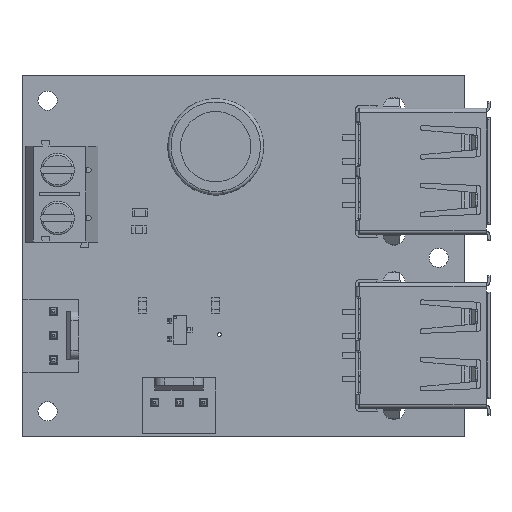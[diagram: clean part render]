
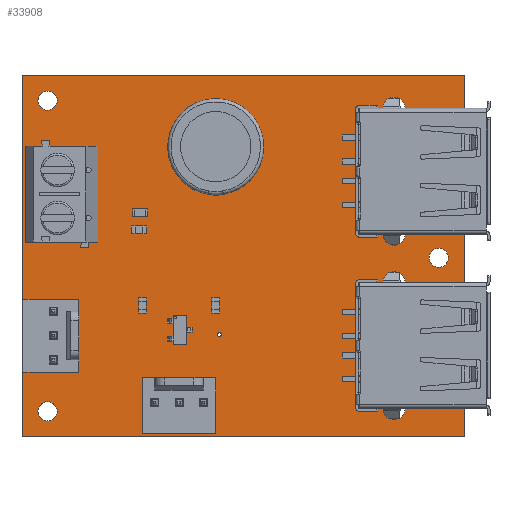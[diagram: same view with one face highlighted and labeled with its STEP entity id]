
A CAD part, top view. The second image highlights one B-rep face of the part: STEP entity #33908.
In plain terms, the highlighted planar face has unit normal (0, 0, 1).
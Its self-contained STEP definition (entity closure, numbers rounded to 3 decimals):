
#1111=FACE_BOUND('',#4294,.T.);
#1112=FACE_BOUND('',#4295,.T.);
#1113=FACE_BOUND('',#4296,.T.);
#1114=FACE_BOUND('',#4297,.T.);
#1115=FACE_BOUND('',#4298,.T.);
#1116=FACE_BOUND('',#4299,.T.);
#1117=FACE_BOUND('',#4300,.T.);
#1118=FACE_BOUND('',#4301,.T.);
#1119=FACE_BOUND('',#4302,.T.);
#1120=FACE_BOUND('',#4303,.T.);
#1121=FACE_BOUND('',#4304,.T.);
#1122=FACE_BOUND('',#4305,.T.);
#1123=FACE_BOUND('',#4306,.T.);
#1124=FACE_BOUND('',#4307,.T.);
#1125=FACE_BOUND('',#4308,.T.);
#1126=FACE_BOUND('',#4309,.T.);
#1127=FACE_BOUND('',#4310,.T.);
#1128=FACE_BOUND('',#4311,.T.);
#1256=PLANE('',#36017);
#2475=FACE_OUTER_BOUND('',#4293,.T.);
#4293=EDGE_LOOP('',(#23343,#23344,#23345,#23346));
#4294=EDGE_LOOP('',(#23347));
#4295=EDGE_LOOP('',(#23348));
#4296=EDGE_LOOP('',(#23349));
#4297=EDGE_LOOP('',(#23350));
#4298=EDGE_LOOP('',(#23351));
#4299=EDGE_LOOP('',(#23352));
#4300=EDGE_LOOP('',(#23353));
#4301=EDGE_LOOP('',(#23354));
#4302=EDGE_LOOP('',(#23355));
#4303=EDGE_LOOP('',(#23356));
#4304=EDGE_LOOP('',(#23357));
#4305=EDGE_LOOP('',(#23358));
#4306=EDGE_LOOP('',(#23359));
#4307=EDGE_LOOP('',(#23360));
#4308=EDGE_LOOP('',(#23361));
#4309=EDGE_LOOP('',(#23362));
#4310=EDGE_LOOP('',(#23363));
#4311=EDGE_LOOP('',(#23364));
#6250=LINE('',#48475,#10188);
#6253=LINE('',#48481,#10191);
#6256=LINE('',#48487,#10194);
#6259=LINE('',#48491,#10197);
#10188=VECTOR('',#38912,10.);
#10191=VECTOR('',#38917,10.);
#10194=VECTOR('',#38922,10.);
#10197=VECTOR('',#38927,10.);
#14107=CIRCLE('',#35961,1.156);
#14109=CIRCLE('',#35964,0.508);
#14111=CIRCLE('',#35967,0.65);
#14113=CIRCLE('',#35970,0.508);
#14115=CIRCLE('',#35973,1.156);
#14117=CIRCLE('',#35976,0.2);
#14119=CIRCLE('',#35979,0.508);
#14121=CIRCLE('',#35982,1.);
#14123=CIRCLE('',#35985,0.65);
#14125=CIRCLE('',#35988,0.508);
#14127=CIRCLE('',#35991,1.156);
#14129=CIRCLE('',#35994,0.45);
#14131=CIRCLE('',#35997,0.508);
#14133=CIRCLE('',#36000,0.45);
#14135=CIRCLE('',#36003,1.156);
#14137=CIRCLE('',#36006,1.);
#14139=CIRCLE('',#36009,0.508);
#14141=CIRCLE('',#36012,1.);
#14945=VERTEX_POINT('',#48363);
#14947=VERTEX_POINT('',#48369);
#14949=VERTEX_POINT('',#48375);
#14951=VERTEX_POINT('',#48381);
#14953=VERTEX_POINT('',#48387);
#14955=VERTEX_POINT('',#48393);
#14957=VERTEX_POINT('',#48399);
#14959=VERTEX_POINT('',#48405);
#14961=VERTEX_POINT('',#48411);
#14963=VERTEX_POINT('',#48417);
#14965=VERTEX_POINT('',#48423);
#14967=VERTEX_POINT('',#48429);
#14969=VERTEX_POINT('',#48435);
#14971=VERTEX_POINT('',#48441);
#14973=VERTEX_POINT('',#48447);
#14975=VERTEX_POINT('',#48453);
#14977=VERTEX_POINT('',#48459);
#14979=VERTEX_POINT('',#48465);
#14982=VERTEX_POINT('',#48472);
#14983=VERTEX_POINT('',#48474);
#14985=VERTEX_POINT('',#48480);
#14987=VERTEX_POINT('',#48486);
#18217=EDGE_CURVE('',#14945,#14945,#14107,.T.);
#18220=EDGE_CURVE('',#14947,#14947,#14109,.T.);
#18223=EDGE_CURVE('',#14949,#14949,#14111,.T.);
#18226=EDGE_CURVE('',#14951,#14951,#14113,.T.);
#18229=EDGE_CURVE('',#14953,#14953,#14115,.T.);
#18232=EDGE_CURVE('',#14955,#14955,#14117,.T.);
#18235=EDGE_CURVE('',#14957,#14957,#14119,.T.);
#18238=EDGE_CURVE('',#14959,#14959,#14121,.T.);
#18241=EDGE_CURVE('',#14961,#14961,#14123,.T.);
#18244=EDGE_CURVE('',#14963,#14963,#14125,.T.);
#18247=EDGE_CURVE('',#14965,#14965,#14127,.T.);
#18250=EDGE_CURVE('',#14967,#14967,#14129,.T.);
#18253=EDGE_CURVE('',#14969,#14969,#14131,.T.);
#18256=EDGE_CURVE('',#14971,#14971,#14133,.T.);
#18259=EDGE_CURVE('',#14973,#14973,#14135,.T.);
#18262=EDGE_CURVE('',#14975,#14975,#14137,.T.);
#18265=EDGE_CURVE('',#14977,#14977,#14139,.T.);
#18268=EDGE_CURVE('',#14979,#14979,#14141,.T.);
#18271=EDGE_CURVE('',#14983,#14982,#6250,.T.);
#18274=EDGE_CURVE('',#14985,#14983,#6253,.T.);
#18277=EDGE_CURVE('',#14987,#14985,#6256,.T.);
#18280=EDGE_CURVE('',#14982,#14987,#6259,.T.);
#23343=ORIENTED_EDGE('',*,*,#18280,.T.);
#23344=ORIENTED_EDGE('',*,*,#18277,.T.);
#23345=ORIENTED_EDGE('',*,*,#18274,.T.);
#23346=ORIENTED_EDGE('',*,*,#18271,.T.);
#23347=ORIENTED_EDGE('',*,*,#18217,.T.);
#23348=ORIENTED_EDGE('',*,*,#18220,.T.);
#23349=ORIENTED_EDGE('',*,*,#18223,.T.);
#23350=ORIENTED_EDGE('',*,*,#18226,.T.);
#23351=ORIENTED_EDGE('',*,*,#18229,.T.);
#23352=ORIENTED_EDGE('',*,*,#18232,.T.);
#23353=ORIENTED_EDGE('',*,*,#18235,.T.);
#23354=ORIENTED_EDGE('',*,*,#18238,.T.);
#23355=ORIENTED_EDGE('',*,*,#18241,.T.);
#23356=ORIENTED_EDGE('',*,*,#18244,.T.);
#23357=ORIENTED_EDGE('',*,*,#18247,.T.);
#23358=ORIENTED_EDGE('',*,*,#18250,.T.);
#23359=ORIENTED_EDGE('',*,*,#18253,.T.);
#23360=ORIENTED_EDGE('',*,*,#18256,.T.);
#23361=ORIENTED_EDGE('',*,*,#18259,.T.);
#23362=ORIENTED_EDGE('',*,*,#18262,.T.);
#23363=ORIENTED_EDGE('',*,*,#18265,.T.);
#23364=ORIENTED_EDGE('',*,*,#18268,.T.);
#33908=ADVANCED_FACE('',(#2475,#1111,#1112,#1113,#1114,#1115,#1116,#1117,
#1118,#1119,#1120,#1121,#1122,#1123,#1124,#1125,#1126,#1127,#1128),#1256,
 .T.);
#35961=AXIS2_PLACEMENT_3D('',#48365,#38787,#38788);
#35964=AXIS2_PLACEMENT_3D('',#48371,#38794,#38795);
#35967=AXIS2_PLACEMENT_3D('',#48377,#38801,#38802);
#35970=AXIS2_PLACEMENT_3D('',#48383,#38808,#38809);
#35973=AXIS2_PLACEMENT_3D('',#48389,#38815,#38816);
#35976=AXIS2_PLACEMENT_3D('',#48395,#38822,#38823);
#35979=AXIS2_PLACEMENT_3D('',#48401,#38829,#38830);
#35982=AXIS2_PLACEMENT_3D('',#48407,#38836,#38837);
#35985=AXIS2_PLACEMENT_3D('',#48413,#38843,#38844);
#35988=AXIS2_PLACEMENT_3D('',#48419,#38850,#38851);
#35991=AXIS2_PLACEMENT_3D('',#48425,#38857,#38858);
#35994=AXIS2_PLACEMENT_3D('',#48431,#38864,#38865);
#35997=AXIS2_PLACEMENT_3D('',#48437,#38871,#38872);
#36000=AXIS2_PLACEMENT_3D('',#48443,#38878,#38879);
#36003=AXIS2_PLACEMENT_3D('',#48449,#38885,#38886);
#36006=AXIS2_PLACEMENT_3D('',#48455,#38892,#38893);
#36009=AXIS2_PLACEMENT_3D('',#48461,#38899,#38900);
#36012=AXIS2_PLACEMENT_3D('',#48467,#38906,#38907);
#36017=AXIS2_PLACEMENT_3D('',#48492,#38928,#38929);
#38787=DIRECTION('center_axis',(0.,0.,-1.));
#38788=DIRECTION('ref_axis',(1.,0.,0.));
#38794=DIRECTION('center_axis',(0.,0.,-1.));
#38795=DIRECTION('ref_axis',(1.,0.,0.));
#38801=DIRECTION('center_axis',(0.,0.,-1.));
#38802=DIRECTION('ref_axis',(1.,0.,0.));
#38808=DIRECTION('center_axis',(0.,0.,-1.));
#38809=DIRECTION('ref_axis',(1.,0.,0.));
#38815=DIRECTION('center_axis',(0.,0.,-1.));
#38816=DIRECTION('ref_axis',(1.,0.,0.));
#38822=DIRECTION('center_axis',(0.,0.,-1.));
#38823=DIRECTION('ref_axis',(1.,0.,0.));
#38829=DIRECTION('center_axis',(0.,0.,-1.));
#38830=DIRECTION('ref_axis',(1.,0.,0.));
#38836=DIRECTION('center_axis',(0.,0.,-1.));
#38837=DIRECTION('ref_axis',(1.,0.,0.));
#38843=DIRECTION('center_axis',(0.,0.,-1.));
#38844=DIRECTION('ref_axis',(1.,0.,0.));
#38850=DIRECTION('center_axis',(0.,0.,-1.));
#38851=DIRECTION('ref_axis',(1.,0.,0.));
#38857=DIRECTION('center_axis',(0.,0.,-1.));
#38858=DIRECTION('ref_axis',(1.,0.,0.));
#38864=DIRECTION('center_axis',(0.,0.,-1.));
#38865=DIRECTION('ref_axis',(1.,0.,0.));
#38871=DIRECTION('center_axis',(0.,0.,-1.));
#38872=DIRECTION('ref_axis',(1.,0.,0.));
#38878=DIRECTION('center_axis',(0.,0.,-1.));
#38879=DIRECTION('ref_axis',(1.,0.,0.));
#38885=DIRECTION('center_axis',(0.,0.,-1.));
#38886=DIRECTION('ref_axis',(1.,0.,0.));
#38892=DIRECTION('center_axis',(0.,0.,-1.));
#38893=DIRECTION('ref_axis',(1.,0.,0.));
#38899=DIRECTION('center_axis',(0.,0.,-1.));
#38900=DIRECTION('ref_axis',(1.,0.,0.));
#38906=DIRECTION('center_axis',(0.,0.,-1.));
#38907=DIRECTION('ref_axis',(1.,0.,0.));
#38912=DIRECTION('',(-1.,0.,0.));
#38917=DIRECTION('',(0.,1.,0.));
#38922=DIRECTION('',(1.,0.,0.));
#38927=DIRECTION('',(0.,-1.,0.));
#38928=DIRECTION('center_axis',(0.,0.,1.));
#38929=DIRECTION('ref_axis',(1.,0.,0.));
#48363=CARTESIAN_POINT('',(37.627,16.091,1.57));
#48365=CARTESIAN_POINT('Origin',(38.783,16.091,1.57));
#48369=CARTESIAN_POINT('',(13.335,3.556,1.57));
#48371=CARTESIAN_POINT('Origin',(13.843,3.556,1.57));
#48375=CARTESIAN_POINT('',(3.033,22.813,1.57));
#48377=CARTESIAN_POINT('Origin',(3.683,22.813,1.57));
#48381=CARTESIAN_POINT('',(15.875,3.556,1.57));
#48383=CARTESIAN_POINT('Origin',(16.383,3.556,1.57));
#48387=CARTESIAN_POINT('',(37.627,34.252,1.57));
#48389=CARTESIAN_POINT('Origin',(38.783,34.252,1.57));
#48393=CARTESIAN_POINT('',(20.374,10.668,1.57));
#48395=CARTESIAN_POINT('Origin',(20.574,10.668,1.57));
#48399=CARTESIAN_POINT('',(2.794,13.081,1.57));
#48401=CARTESIAN_POINT('Origin',(3.302,13.081,1.57));
#48405=CARTESIAN_POINT('',(1.667,35.052,1.57));
#48407=CARTESIAN_POINT('Origin',(2.667,35.052,1.57));
#48411=CARTESIAN_POINT('',(3.033,27.813,1.57));
#48413=CARTESIAN_POINT('Origin',(3.683,27.813,1.57));
#48417=CARTESIAN_POINT('',(18.415,3.556,1.57));
#48419=CARTESIAN_POINT('Origin',(18.923,3.556,1.57));
#48423=CARTESIAN_POINT('',(37.627,2.959,1.57));
#48425=CARTESIAN_POINT('Origin',(38.783,2.959,1.57));
#48429=CARTESIAN_POINT('',(19.743,27.726,1.57));
#48431=CARTESIAN_POINT('Origin',(20.193,27.726,1.57));
#48435=CARTESIAN_POINT('',(2.794,8.001,1.57));
#48437=CARTESIAN_POINT('Origin',(3.302,8.001,1.57));
#48441=CARTESIAN_POINT('',(19.743,32.726,1.57));
#48443=CARTESIAN_POINT('Origin',(20.193,32.726,1.57));
#48447=CARTESIAN_POINT('',(37.627,21.12,1.57));
#48449=CARTESIAN_POINT('Origin',(38.783,21.12,1.57));
#48453=CARTESIAN_POINT('',(42.434,18.669,1.57));
#48455=CARTESIAN_POINT('Origin',(43.434,18.669,1.57));
#48459=CARTESIAN_POINT('',(2.794,10.541,1.57));
#48461=CARTESIAN_POINT('Origin',(3.302,10.541,1.57));
#48465=CARTESIAN_POINT('',(1.667,2.667,1.57));
#48467=CARTESIAN_POINT('Origin',(2.667,2.667,1.57));
#48472=CARTESIAN_POINT('',(0.,37.719,1.57));
#48474=CARTESIAN_POINT('',(46.101,37.719,1.57));
#48475=CARTESIAN_POINT('',(46.101,37.719,1.57));
#48480=CARTESIAN_POINT('',(46.101,0.,1.57));
#48481=CARTESIAN_POINT('',(46.101,0.,1.57));
#48486=CARTESIAN_POINT('',(0.,0.,1.57));
#48487=CARTESIAN_POINT('',(0.,0.,1.57));
#48491=CARTESIAN_POINT('',(0.,37.719,1.57));
#48492=CARTESIAN_POINT('Origin',(23.051,18.86,1.57));
